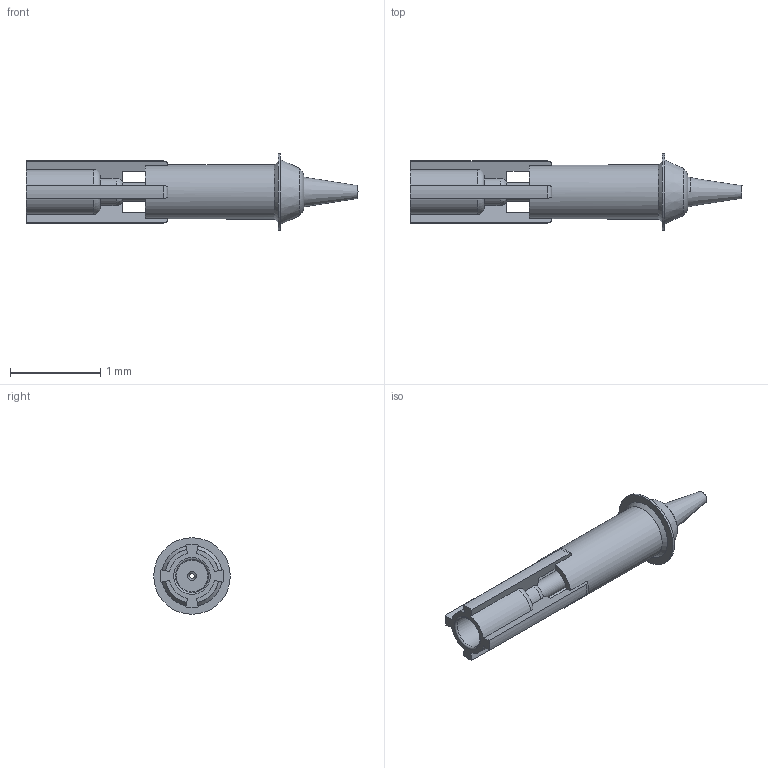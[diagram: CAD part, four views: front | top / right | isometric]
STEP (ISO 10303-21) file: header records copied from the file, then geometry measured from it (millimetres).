
FILE_DESCRIPTION(/* description */ (''),/* implementation_level */ '2;1');
FILE_NAME(/* name */ 'HVE_LL_50_365_600_21.stp',/* time_stamp */ '2020-12-11T11:49:20+01:00',/* author */ ('vakilim'),/* organization */ (''),/* preprocessor_version */ 'ST-DEVELOPER v17',/* originating_system */ 'Autodesk Inventor 2018',/* authorisation */ '');
FILE_SCHEMA (('AUTOMOTIVE_DESIGN { 1 0 10303 214 3 1 1 }'));
Length unit declared in the file: millimetre
Products named in the file (1): HVE_LL_50_365_600_21
Bounding box: 3.69 x 0.85 x 0.85 mm (x, y, z)
Volume: 0.5 mm3; surface area: 13.9 mm2
Topology: 1 solids, 1 shells, 145 faces, 437 edges, 284 vertices
Faces by surface type: bspline 44, plane 37, cylinder 29, cone 24, torus 11
Full cylindrical faces by diameter (mm): 0.05 x1, 0.1 x1, 0.21 x1, 0.358 x1, 0.366 x3, 0.466 x1, 0.6 x1, 0.85 x1
Entity records: 7204 total; most frequent: CARTESIAN_POINT 3492, ORIENTED_EDGE 874, DIRECTION 675, EDGE_CURVE 437, VERTEX_POINT 284, AXIS2_PLACEMENT_3D 274, CIRCLE 166, EDGE_LOOP 151
